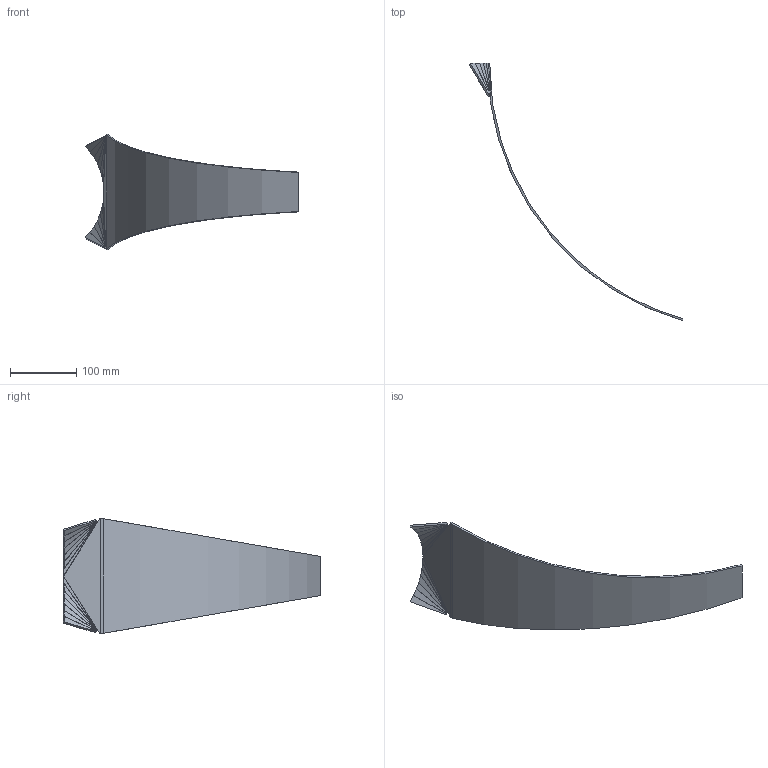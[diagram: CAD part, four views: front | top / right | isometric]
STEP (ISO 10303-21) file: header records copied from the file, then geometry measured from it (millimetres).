
FILE_DESCRIPTION((''),'2;1');
FILE_NAME('IVF_V2_6001-230-313 SEITENBLECH.stp','2012-04-24T14:56:28',('andreas'),(''),'Autodesk Inventor 2012','Autodesk Inventor 2012','');
FILE_SCHEMA(('AUTOMOTIVE_DESIGN { 1 0 10303 214 1 1 1 1 }'));
Length unit declared in the file: millimetre
Products named in the file (1): IVF_V2_6001-230-313  SEITENBLECH
Bounding box: 322.81 x 387.99 x 174.8 mm (x, y, z)
Volume: 177830.6 mm3; surface area: 122519.4 mm2
Topology: 1 solids, 1 shells, 127 faces, 259 edges, 134 vertices
Faces by surface type: plane 67, cylinder 32, bspline 28
Entity records: 3531 total; most frequent: CARTESIAN_POINT 941, DIRECTION 523, ORIENTED_EDGE 518, EDGE_CURVE 259, VECTOR 195, LINE 195, AXIS2_PLACEMENT_3D 164, VERTEX_POINT 134
